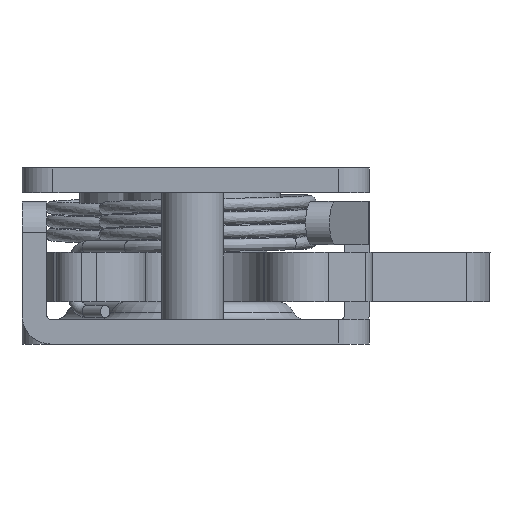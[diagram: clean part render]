
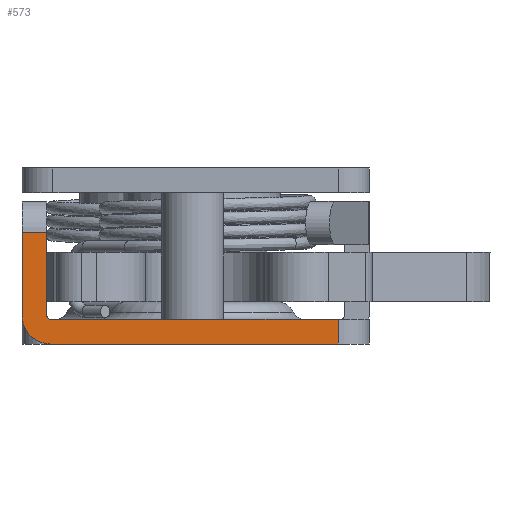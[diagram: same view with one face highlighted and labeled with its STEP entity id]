
A CAD part, left-side view. The second image highlights one B-rep face of the part: STEP entity #573.
In plain terms, the highlighted planar face has unit normal (-1, 0, 0).
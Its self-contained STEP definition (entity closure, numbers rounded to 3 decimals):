
#573=ADVANCED_FACE('',(#878),#879,.T.);
#878=FACE_OUTER_BOUND('',#1382,.T.);
#879=PLANE('',#1383);
#1382=EDGE_LOOP('',(#3386,#3387,#3388,#3389,#3390,#3391,#3392,#3393));
#1383=AXIS2_PLACEMENT_3D('',#3394,#3395,#3396);
#3386=ORIENTED_EDGE('',*,*,#4710,.T.);
#3387=ORIENTED_EDGE('',*,*,#4734,.T.);
#3388=ORIENTED_EDGE('',*,*,#4704,.F.);
#3389=ORIENTED_EDGE('',*,*,#4715,.T.);
#3390=ORIENTED_EDGE('',*,*,#4673,.T.);
#3391=ORIENTED_EDGE('',*,*,#4738,.T.);
#3392=ORIENTED_EDGE('',*,*,#4626,.F.);
#3393=ORIENTED_EDGE('',*,*,#4717,.F.);
#3394=CARTESIAN_POINT('',(-41.688,23.027,-5.75));
#3395=DIRECTION('',(-1.0,0.0,0.0));
#3396=DIRECTION('',(0.0,-1.0,0.0));
#4626=EDGE_CURVE('',#5185,#5187,#5188,.F.);
#4673=EDGE_CURVE('',#5281,#5279,#5282,.T.);
#4704=EDGE_CURVE('',#5334,#5336,#5337,.T.);
#4710=EDGE_CURVE('',#5348,#5346,#5349,.T.);
#4715=EDGE_CURVE('',#5334,#5281,#5354,.T.);
#4717=EDGE_CURVE('',#5348,#5185,#5356,.T.);
#4734=EDGE_CURVE('',#5346,#5336,#5375,.T.);
#4738=EDGE_CURVE('',#5279,#5187,#5379,.T.);
#5185=VERTEX_POINT('',#6113);
#5187=VERTEX_POINT('',#6116);
#5188=LINE('',#6117,#6118);
#5279=VERTEX_POINT('',#6232);
#5281=VERTEX_POINT('',#6234);
#5282=LINE('',#6235,#6236);
#5334=VERTEX_POINT('',#6310);
#5336=VERTEX_POINT('',#6313);
#5337=LINE('',#6314,#6315);
#5346=VERTEX_POINT('',#6326);
#5348=VERTEX_POINT('',#6328);
#5349=LINE('',#6329,#6330);
#5354=CIRCLE('',#6338,2.3);
#5356=CIRCLE('',#6340,0.3);
#5375=LINE('',#6373,#6374);
#5379=LINE('',#6381,#6382);
#6113=CARTESIAN_POINT('',(-41.688,20.727,-3.75));
#6116=CARTESIAN_POINT('',(-41.688,-2.473,-3.75));
#6117=CARTESIAN_POINT('',(-41.688,16.527,-3.75));
#6118=VECTOR('',#7529,1.0);
#6232=CARTESIAN_POINT('',(-41.688,-2.473,-5.75));
#6234=CARTESIAN_POINT('',(-41.688,20.727,-5.75));
#6235=CARTESIAN_POINT('',(-41.688,23.027,-5.75));
#6236=VECTOR('',#7622,1.0);
#6310=CARTESIAN_POINT('',(-41.688,23.027,-3.45));
#6313=CARTESIAN_POINT('',(-41.688,23.027,3.25));
#6314=CARTESIAN_POINT('',(-41.688,23.027,-5.75));
#6315=VECTOR('',#7667,1.0);
#6326=CARTESIAN_POINT('',(-41.688,21.027,3.25));
#6328=CARTESIAN_POINT('',(-41.688,21.027,-3.45));
#6329=CARTESIAN_POINT('',(-41.688,21.027,-5.75));
#6330=VECTOR('',#7679,1.0);
#6338=AXIS2_PLACEMENT_3D('',#7686,#7687,#7688);
#6340=AXIS2_PLACEMENT_3D('',#7692,#7693,#7694);
#6373=CARTESIAN_POINT('',(-41.688,23.027,3.25));
#6374=VECTOR('',#7715,1.0);
#6381=CARTESIAN_POINT('',(-41.688,-2.473,-5.75));
#6382=VECTOR('',#7719,1.0);
#7529=DIRECTION('',(0.0,1.0,0.0));
#7622=DIRECTION('',(0.0,-1.0,0.0));
#7667=DIRECTION('',(0.,0.,1.0));
#7679=DIRECTION('',(0.,0.,1.0));
#7686=CARTESIAN_POINT('',(-41.688,20.727,-3.45));
#7687=DIRECTION('',(-1.0,0.0,0.));
#7688=DIRECTION('',(0.,0.0,1.0));
#7692=CARTESIAN_POINT('',(-41.688,20.727,-3.45));
#7693=DIRECTION('',(-1.0,0.,0.0));
#7694=DIRECTION('',(0.,-1.0,0.0));
#7715=DIRECTION('',(0.0,1.0,0.));
#7719=DIRECTION('',(0.0,0.0,1.0));
